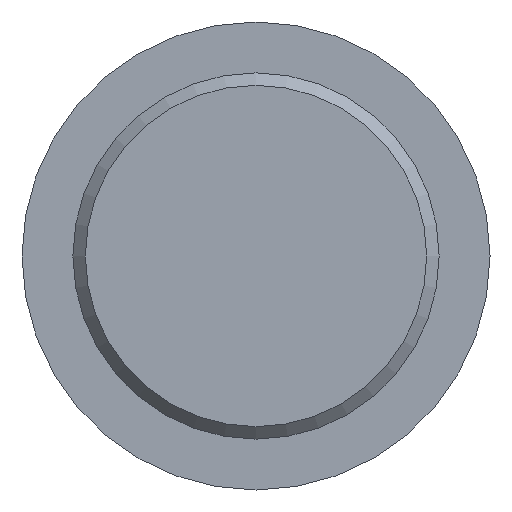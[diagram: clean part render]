
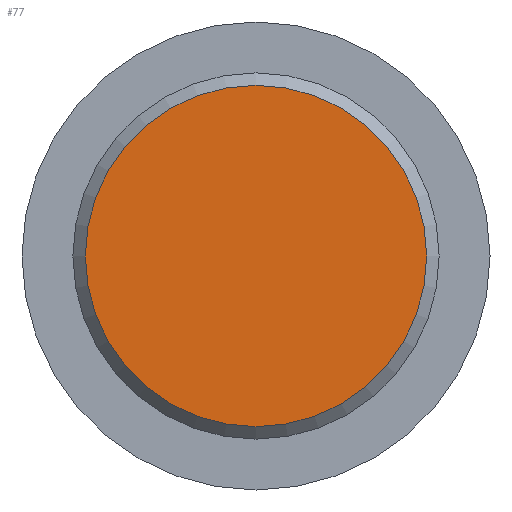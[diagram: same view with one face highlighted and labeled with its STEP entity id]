
A CAD part, front view. The second image highlights one B-rep face of the part: STEP entity #77.
In plain terms, the highlighted planar face has unit normal (0, -1, 0).
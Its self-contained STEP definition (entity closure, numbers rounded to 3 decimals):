
#77 = ADVANCED_FACE( '', ( #158 ), #159, .F. );
#158 = FACE_OUTER_BOUND( '', #235, .T. );
#159 = PLANE( '', #236 );
#235 = EDGE_LOOP( '', ( #376 ) );
#236 = AXIS2_PLACEMENT_3D( '', #377, #378, #379 );
#376 = ORIENTED_EDGE( '', *, *, #436, .T. );
#377 = CARTESIAN_POINT( '', ( 8.387, -12., 0. ) );
#378 = DIRECTION( '', ( 0., 1., 0. ) );
#379 = DIRECTION( '', ( 0., 0., 1. ) );
#436 = EDGE_CURVE( '', #510, #510, #511, .T. );
#510 = VERTEX_POINT( '', #634 );
#511 = CIRCLE( '', #635, 8.387 );
#634 = CARTESIAN_POINT( '', ( 0., -12., -8.387 ) );
#635 = AXIS2_PLACEMENT_3D( '', #749, #750, #751 );
#749 = CARTESIAN_POINT( '', ( 0., -12., 0. ) );
#750 = DIRECTION( '', ( 0., -1., 0. ) );
#751 = DIRECTION( '', ( 0., 0., -1. ) );
